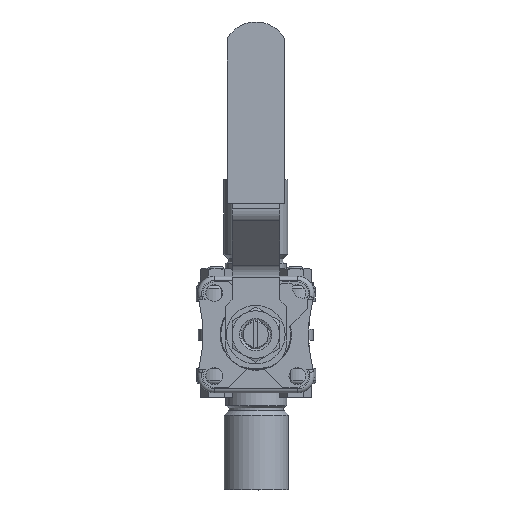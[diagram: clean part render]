
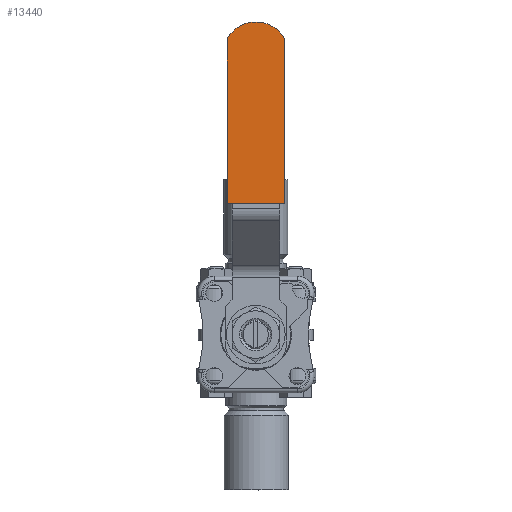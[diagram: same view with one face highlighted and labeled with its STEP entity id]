
A CAD part, top view. The second image highlights one B-rep face of the part: STEP entity #13440.
In plain terms, the highlighted planar face has unit normal (0, 0, 1).
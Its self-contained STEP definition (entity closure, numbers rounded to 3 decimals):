
#557=LINE('',#19703,#1073);
#560=LINE('',#19709,#1076);
#561=LINE('',#19713,#1077);
#562=LINE('',#19715,#1078);
#1073=VECTOR('',#16392,1000.);
#1076=VECTOR('',#16397,1000.);
#1077=VECTOR('',#16400,1000.);
#1078=VECTOR('',#16401,1000.);
#2913=ORIENTED_EDGE('',*,*,#5025,.T.);
#2914=ORIENTED_EDGE('',*,*,#5030,.F.);
#2915=ORIENTED_EDGE('',*,*,#5031,.T.);
#2916=ORIENTED_EDGE('',*,*,#5032,.F.);
#2917=ORIENTED_EDGE('',*,*,#5033,.F.);
#2918=ORIENTED_EDGE('',*,*,#5027,.F.);
#5025=EDGE_CURVE('',#6159,#6158,#6928,.T.);
#5027=EDGE_CURVE('',#6159,#6160,#557,.T.);
#5030=EDGE_CURVE('',#6162,#6158,#560,.T.);
#5031=EDGE_CURVE('',#6162,#6163,#6929,.T.);
#5032=EDGE_CURVE('',#6164,#6163,#561,.T.);
#5033=EDGE_CURVE('',#6160,#6164,#562,.T.);
#6158=VERTEX_POINT('',#19698);
#6159=VERTEX_POINT('',#19700);
#6160=VERTEX_POINT('',#19704);
#6162=VERTEX_POINT('',#19710);
#6163=VERTEX_POINT('',#19712);
#6164=VERTEX_POINT('',#19714);
#6928=CIRCLE('',#14339,11.8);
#6929=CIRCLE('',#14342,11.8);
#7625=EDGE_LOOP('',(#2913,#2914,#2915,#2916,#2917,#2918));
#8385=FACE_BOUND('',#7625,.T.);
#8927=PLANE('',#14341);
#13440=ADVANCED_FACE('',(#8385),#8927,.F.);
#14339=AXIS2_PLACEMENT_3D('',#19699,#16387,#16388);
#14341=AXIS2_PLACEMENT_3D('',#19708,#16395,#16396);
#14342=AXIS2_PLACEMENT_3D('',#19711,#16398,#16399);
#16387=DIRECTION('',(0.,0.,1.));
#16388=DIRECTION('',(1.,0.,0.));
#16392=DIRECTION('',(0.,-1.,0.));
#16395=DIRECTION('',(0.,0.,-1.));
#16396=DIRECTION('',(0.,1.,0.));
#16397=DIRECTION('',(1.,0.,0.));
#16398=DIRECTION('',(0.,0.,1.));
#16399=DIRECTION('',(1.,0.,0.));
#16400=DIRECTION('',(0.,1.,0.));
#16401=DIRECTION('',(-1.,0.,0.));
#19698=CARTESIAN_POINT('',(1.381,111.782,62.8));
#19699=CARTESIAN_POINT('',(0.018,100.061,62.8));
#19700=CARTESIAN_POINT('',(10.318,105.819,62.8));
#19703=CARTESIAN_POINT('',(10.318,105.819,62.8));
#19704=CARTESIAN_POINT('',(10.318,46.782,62.8));
#19708=CARTESIAN_POINT('',(10.318,111.782,62.8));
#19709=CARTESIAN_POINT('',(0.018,111.782,62.8));
#19710=CARTESIAN_POINT('',(0.018,111.782,62.8));
#19711=CARTESIAN_POINT('',(0.018,99.982,62.8));
#19712=CARTESIAN_POINT('',(-10.282,105.74,62.8));
#19713=CARTESIAN_POINT('',(-10.282,46.782,62.8));
#19714=CARTESIAN_POINT('',(-10.282,46.782,62.8));
#19715=CARTESIAN_POINT('',(10.318,46.782,62.8));
